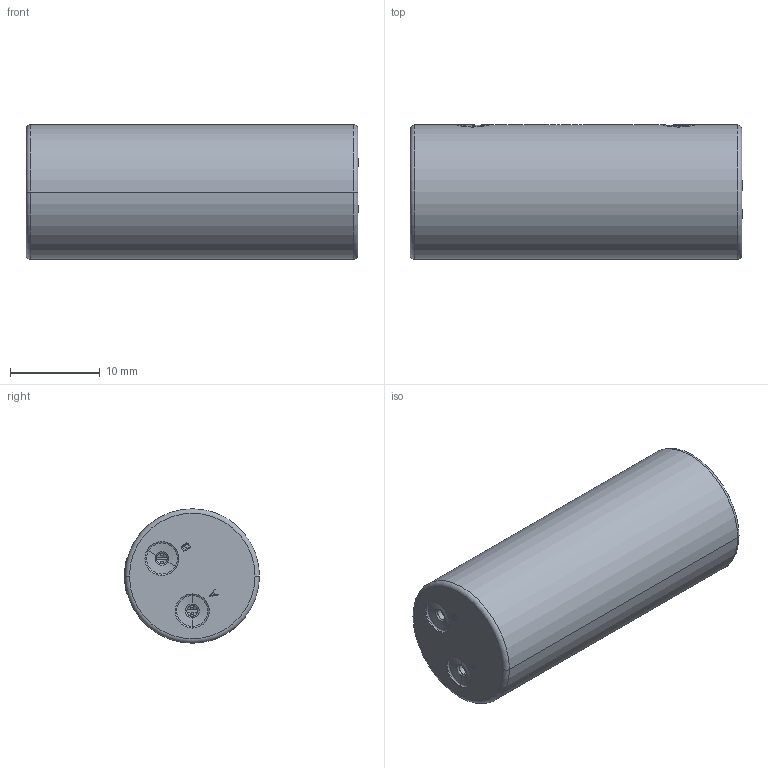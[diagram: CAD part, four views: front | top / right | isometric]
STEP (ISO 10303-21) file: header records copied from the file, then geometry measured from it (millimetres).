
FILE_DESCRIPTION((''),'2;1');
FILE_NAME('00111930202','2020-05-28T',('presta_be4'),(''),'CREO PARAMETRIC BY PTC INC, 2018360','CREO PARAMETRIC BY PTC INC, 2018360','');
FILE_SCHEMA(('CONFIG_CONTROL_DESIGN'));
Length unit declared in the file: millimetre
Products named in the file (1): 00111930202
Bounding box: 37.02 x 15.05 x 15 mm (x, y, z)
Volume: 5914.3 mm3; surface area: 4253.6 mm2
Topology: 1 solids, 1 shells, 1185 faces, 3269 edges, 2118 vertices
Faces by surface type: plane 799, cylinder 158, torus 100, cone 96, bspline 32
Entity records: 43430 total; most frequent: CARTESIAN_POINT 14713, ORIENTED_EDGE 6538, DIRECTION 5293, EDGE_CURVE 3269, VERTEX_POINT 2118, AXIS2_PLACEMENT_3D 1945, VECTOR 1403, LINE 1403
